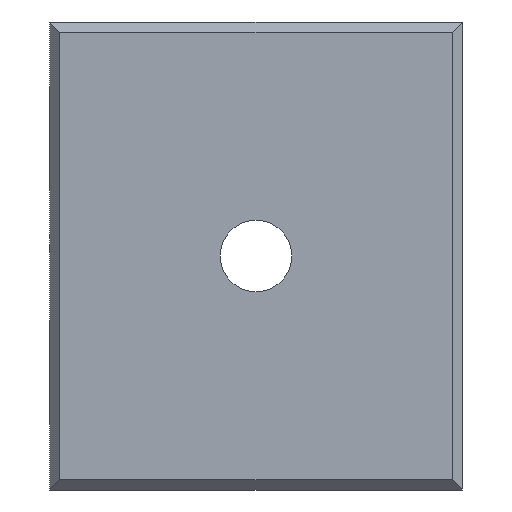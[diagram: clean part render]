
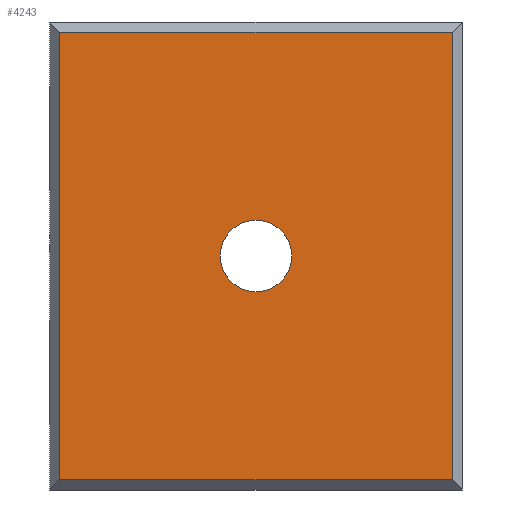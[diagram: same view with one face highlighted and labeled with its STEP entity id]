
A CAD part, front view. The second image highlights one B-rep face of the part: STEP entity #4243.
In plain terms, the highlighted planar face has unit normal (0, -1, 0).
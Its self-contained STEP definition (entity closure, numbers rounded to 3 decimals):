
#2 = CARTESIAN_POINT ( 'NONE',  ( 0.75, 0., -0.75 ) ) ;
#7 = CARTESIAN_POINT ( 'NONE',  ( 29.25, 0., -33.25 ) ) ;
#11 = CARTESIAN_POINT ( 'NONE',  ( 29.25, 0., -0.75 ) ) ;
#18 = CARTESIAN_POINT ( 'NONE',  ( 0.75, 0., -33.25 ) ) ;
#189 = CARTESIAN_POINT ( 'NONE',  ( 15., 0., -14.4 ) ) ;
#201 = CARTESIAN_POINT ( 'NONE',  ( 15., 0., -19.6 ) ) ;
#715 = DIRECTION ( 'NONE',  ( 0., -1., 0. ) ) ;
#721 = FACE_BOUND ( 'NONE', #4095, .T. ) ;
#723 = DIRECTION ( 'NONE',  ( 0., 0., -1. ) ) ;
#738 = CARTESIAN_POINT ( 'NONE',  ( 0., 0., -34. ) ) ;
#739 = FACE_OUTER_BOUND ( 'NONE', #4098, .T. ) ;
#741 = PLANE ( 'NONE',  #8026 ) ;
#1339 = VERTEX_POINT ( 'NONE', #2 ) ;
#1353 = VERTEX_POINT ( 'NONE', #11 ) ;
#1359 = VERTEX_POINT ( 'NONE', #7 ) ;
#1367 = VERTEX_POINT ( 'NONE', #18 ) ;
#1449 = ORIENTED_EDGE ( 'NONE', *, *, #5016, .T. ) ;
#1463 = ORIENTED_EDGE ( 'NONE', *, *, #5064, .T. ) ;
#1469 = ORIENTED_EDGE ( 'NONE', *, *, #5079, .T. ) ;
#1472 = ORIENTED_EDGE ( 'NONE', *, *, #4591, .T. ) ;
#1486 = ORIENTED_EDGE ( 'NONE', *, *, #5014, .T. ) ;
#1531 = ORIENTED_EDGE ( 'NONE', *, *, #5012, .T. ) ;
#2939 = CARTESIAN_POINT ( 'NONE',  ( 15., 0., -17. ) ) ;
#2970 = DIRECTION ( 'NONE',  ( 0., 0., 1. ) ) ;
#2971 = DIRECTION ( 'NONE',  ( 0., 1., 0. ) ) ;
#3635 = VERTEX_POINT ( 'NONE', #201 ) ;
#3683 = VERTEX_POINT ( 'NONE', #189 ) ;
#4095 = EDGE_LOOP ( 'NONE', ( #1449, #1472 ) ) ;
#4098 = EDGE_LOOP ( 'NONE', ( #1486, #1469, #1531, #1463 ) ) ;
#4243 = ADVANCED_FACE ( 'NONE', ( #721, #739 ), #741, .T. ) ;
#4591 = EDGE_CURVE ( 'NONE', #3635, #3683, #8182, .T. ) ;
#5012 = EDGE_CURVE ( 'NONE', #1339, #1367, #6126, .T. ) ;
#5014 = EDGE_CURVE ( 'NONE', #1359, #1353, #6121, .T. ) ;
#5016 = EDGE_CURVE ( 'NONE', #3683, #3635, #9044, .T. ) ;
#5064 = EDGE_CURVE ( 'NONE', #1367, #1359, #6450, .T. ) ;
#5079 = EDGE_CURVE ( 'NONE', #1353, #1339, #6520, .T. ) ;
#6114 = DIRECTION ( 'NONE',  ( 0., 1., 0. ) ) ;
#6121 = LINE ( 'NONE', #6123, #9027 ) ;
#6123 = CARTESIAN_POINT ( 'NONE',  ( 29.25, 0., -34. ) ) ;
#6125 = DIRECTION ( 'NONE',  ( 0., 0., 1. ) ) ;
#6126 = LINE ( 'NONE', #6140, #9069 ) ;
#6137 = CARTESIAN_POINT ( 'NONE',  ( 15., 0., -17. ) ) ;
#6138 = DIRECTION ( 'NONE',  ( 0., 0., 1. ) ) ;
#6140 = CARTESIAN_POINT ( 'NONE',  ( 0.75, 0., -34. ) ) ;
#6154 = DIRECTION ( 'NONE',  ( 0., 0., -1. ) ) ;
#6450 = LINE ( 'NONE', #6457, #9080 ) ;
#6453 = DIRECTION ( 'NONE',  ( 1., 0., 0. ) ) ;
#6457 = CARTESIAN_POINT ( 'NONE',  ( 0., 0., -33.25 ) ) ;
#6493 = CARTESIAN_POINT ( 'NONE',  ( 0., 0., -0.75 ) ) ;
#6496 = DIRECTION ( 'NONE',  ( -1., 0., 0. ) ) ;
#6520 = LINE ( 'NONE', #6493, #9099 ) ;
#8026 = AXIS2_PLACEMENT_3D ( 'NONE', #738, #715, #723 ) ;
#8182 = CIRCLE ( 'NONE', #8213, 2.6 ) ;
#8213 = AXIS2_PLACEMENT_3D ( 'NONE', #2939, #2971, #2970 ) ;
#9027 = VECTOR ( 'NONE', #6138, 1000. ) ;
#9044 = CIRCLE ( 'NONE', #9065, 2.6 ) ;
#9065 = AXIS2_PLACEMENT_3D ( 'NONE', #6137, #6114, #6125 ) ;
#9069 = VECTOR ( 'NONE', #6154, 1000. ) ;
#9080 = VECTOR ( 'NONE', #6453, 1000. ) ;
#9099 = VECTOR ( 'NONE', #6496, 1000. ) ;
